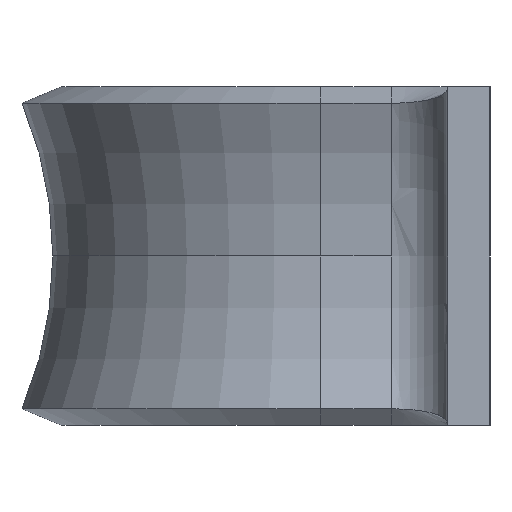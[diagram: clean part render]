
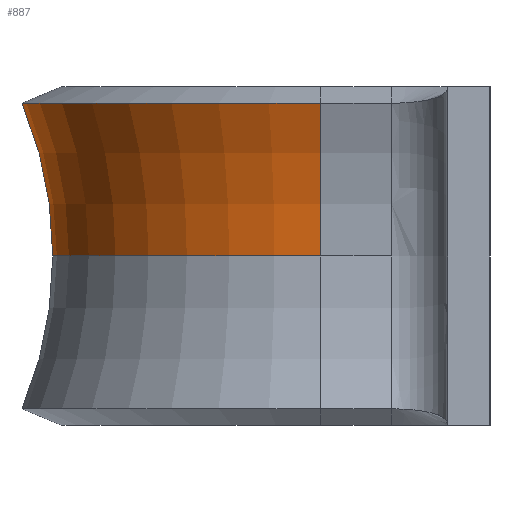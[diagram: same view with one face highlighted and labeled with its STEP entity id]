
A CAD part, left-side view. The second image highlights one B-rep face of the part: STEP entity #887.
In plain terms, the highlighted toroidal (fillet/blend) face has major radius 23.5 mm and minor radius 14 mm.
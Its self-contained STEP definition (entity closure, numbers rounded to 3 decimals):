
#123 = ORIENTED_EDGE ( 'NONE', *, *, #2340, .F. ) ;
#215 = CARTESIAN_POINT ( 'NONE',  ( -9.5, 6., 0. ) ) ;
#253 = DIRECTION ( 'NONE',  ( 1., 0., 0. ) ) ;
#295 = AXIS2_PLACEMENT_3D ( 'NONE', #3198, #1261, #3539 ) ;
#484 = AXIS2_PLACEMENT_3D ( 'NONE', #4171, #2198, #253 ) ;
#572 = EDGE_CURVE ( 'NONE', #883, #4009, #3208, .T. ) ;
#698 = AXIS2_PLACEMENT_3D ( 'NONE', #820, #4099, #3087 ) ;
#820 = CARTESIAN_POINT ( 'NONE',  ( 23.5, 6., 0. ) ) ;
#883 = VERTEX_POINT ( 'NONE', #2568 ) ;
#887 = ADVANCED_FACE ( 'NONE', ( #2796 ), #2049, .F. ) ;
#1004 = CARTESIAN_POINT ( 'NONE',  ( 0., 6., 0. ) ) ;
#1039 = CIRCLE ( 'NONE', #295, 10.591 ) ;
#1107 = ORIENTED_EDGE ( 'NONE', *, *, #572, .F. ) ;
#1115 = CARTESIAN_POINT ( 'NONE',  ( -23.5, 6., 0. ) ) ;
#1261 = DIRECTION ( 'NONE',  ( 0., 0., 1. ) ) ;
#1314 = DIRECTION ( 'NONE',  ( 0., 0., 1. ) ) ;
#1434 = DIRECTION ( 'NONE',  ( -1., 0., 0. ) ) ;
#1641 = VERTEX_POINT ( 'NONE', #215 ) ;
#1842 = VERTEX_POINT ( 'NONE', #2587 ) ;
#2049 = TOROIDAL_SURFACE ( 'NONE', #4244, 23.5, 14. ) ;
#2128 = CARTESIAN_POINT ( 'NONE',  ( 10.591, 6., 5.419 ) ) ;
#2198 = DIRECTION ( 'NONE',  ( 0., 0., 1. ) ) ;
#2340 = EDGE_CURVE ( 'NONE', #4009, #1842, #1039, .T. ) ;
#2516 = EDGE_CURVE ( 'NONE', #1641, #1842, #2527, .T. ) ;
#2527 = CIRCLE ( 'NONE', #3613, 14. ) ;
#2568 = CARTESIAN_POINT ( 'NONE',  ( 9.5, 6., 0. ) ) ;
#2587 = CARTESIAN_POINT ( 'NONE',  ( -10.591, 6., 5.419 ) ) ;
#2796 = FACE_OUTER_BOUND ( 'NONE', #3712, .T. ) ;
#3069 = ORIENTED_EDGE ( 'NONE', *, *, #3667, .T. ) ;
#3087 = DIRECTION ( 'NONE',  ( 1., 0., 0. ) ) ;
#3198 = CARTESIAN_POINT ( 'NONE',  ( 0., 6., 5.419 ) ) ;
#3208 = CIRCLE ( 'NONE', #698, 14. ) ;
#3380 = DIRECTION ( 'NONE',  ( 0., -1., 0. ) ) ;
#3539 = DIRECTION ( 'NONE',  ( 1., 0., 0. ) ) ;
#3556 = DIRECTION ( 'NONE',  ( 1., 0., 0. ) ) ;
#3613 = AXIS2_PLACEMENT_3D ( 'NONE', #1115, #3380, #1434 ) ;
#3667 = EDGE_CURVE ( 'NONE', #883, #1641, #4248, .T. ) ;
#3712 = EDGE_LOOP ( 'NONE', ( #1107, #3069, #4155, #123 ) ) ;
#4009 = VERTEX_POINT ( 'NONE', #2128 ) ;
#4099 = DIRECTION ( 'NONE',  ( 0., 1., 0. ) ) ;
#4155 = ORIENTED_EDGE ( 'NONE', *, *, #2516, .T. ) ;
#4171 = CARTESIAN_POINT ( 'NONE',  ( 0., 6., 0. ) ) ;
#4244 = AXIS2_PLACEMENT_3D ( 'NONE', #1004, #1314, #3556 ) ;
#4248 = CIRCLE ( 'NONE', #484, 9.5 ) ;
